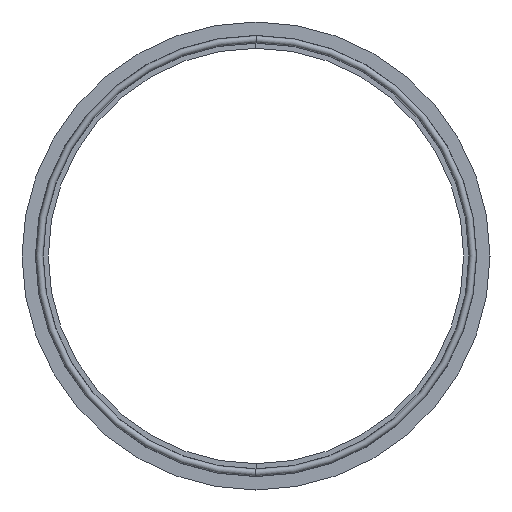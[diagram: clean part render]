
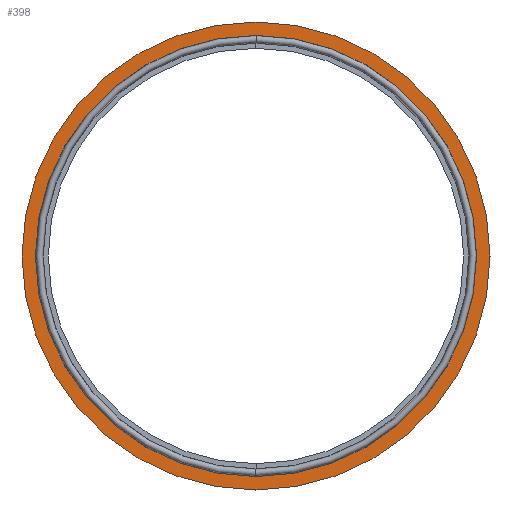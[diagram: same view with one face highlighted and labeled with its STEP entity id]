
A CAD part, left-side view. The second image highlights one B-rep face of the part: STEP entity #398.
In plain terms, the highlighted planar face has unit normal (-1, 0, 0).
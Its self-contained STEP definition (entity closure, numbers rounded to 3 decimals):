
#14 = AXIS2_PLACEMENT_3D ( 'NONE', #148, #471, #88 ) ;
#37 = DIRECTION ( 'NONE',  ( 1., 0., 0. ) ) ;
#48 = CARTESIAN_POINT ( 'NONE',  ( -0.9, 0., 0. ) ) ;
#51 = ORIENTED_EDGE ( 'NONE', *, *, #269, .T. ) ;
#56 = CIRCLE ( 'NONE', #14, 84.5 ) ;
#57 = DIRECTION ( 'NONE',  ( 0., 0., -1. ) ) ;
#88 = DIRECTION ( 'NONE',  ( 0., 0., 1. ) ) ;
#148 = CARTESIAN_POINT ( 'NONE',  ( -0.9, 0., 0. ) ) ;
#191 = AXIS2_PLACEMENT_3D ( 'NONE', #595, #37, #274 ) ;
#255 = EDGE_CURVE ( 'NONE', #400, #259, #498, .T. ) ;
#259 = VERTEX_POINT ( 'NONE', #774 ) ;
#269 = EDGE_CURVE ( 'NONE', #556, #313, #56, .T. ) ;
#274 = DIRECTION ( 'NONE',  ( 0., 0., -1. ) ) ;
#276 = ORIENTED_EDGE ( 'NONE', *, *, #255, .T. ) ;
#280 = FACE_BOUND ( 'NONE', #796, .T. ) ;
#292 = CARTESIAN_POINT ( 'NONE',  ( -0.9, 0., 0. ) ) ;
#298 = CARTESIAN_POINT ( 'NONE',  ( -0.9, 0., -84.5 ) ) ;
#307 = EDGE_LOOP ( 'NONE', ( #759, #51 ) ) ;
#313 = VERTEX_POINT ( 'NONE', #675 ) ;
#341 = CARTESIAN_POINT ( 'NONE',  ( -0.9, 0., 79.65 ) ) ;
#360 = DIRECTION ( 'NONE',  ( 0., 0., -1. ) ) ;
#361 = CIRCLE ( 'NONE', #370, 79.65 ) ;
#365 = CIRCLE ( 'NONE', #604, 84.5 ) ;
#370 = AXIS2_PLACEMENT_3D ( 'NONE', #292, #806, #57 ) ;
#398 = ADVANCED_FACE ( 'NONE', ( #280, #420 ), #786, .F. ) ;
#400 = VERTEX_POINT ( 'NONE', #341 ) ;
#420 = FACE_OUTER_BOUND ( 'NONE', #307, .T. ) ;
#423 = DIRECTION ( 'NONE',  ( -1., 0., 0. ) ) ;
#441 = AXIS2_PLACEMENT_3D ( 'NONE', #602, #539, #360 ) ;
#452 = EDGE_CURVE ( 'NONE', #313, #556, #365, .T. ) ;
#471 = DIRECTION ( 'NONE',  ( -1., 0., 0. ) ) ;
#498 = CIRCLE ( 'NONE', #191, 79.65 ) ;
#539 = DIRECTION ( 'NONE',  ( 1., 0., 0. ) ) ;
#556 = VERTEX_POINT ( 'NONE', #298 ) ;
#583 = ORIENTED_EDGE ( 'NONE', *, *, #600, .T. ) ;
#595 = CARTESIAN_POINT ( 'NONE',  ( -0.9, 0., 0. ) ) ;
#600 = EDGE_CURVE ( 'NONE', #259, #400, #361, .T. ) ;
#602 = CARTESIAN_POINT ( 'NONE',  ( -0.9, 79.45, 0. ) ) ;
#604 = AXIS2_PLACEMENT_3D ( 'NONE', #48, #423, #617 ) ;
#617 = DIRECTION ( 'NONE',  ( 0., 0., 1. ) ) ;
#675 = CARTESIAN_POINT ( 'NONE',  ( -0.9, 0., 84.5 ) ) ;
#759 = ORIENTED_EDGE ( 'NONE', *, *, #452, .T. ) ;
#774 = CARTESIAN_POINT ( 'NONE',  ( -0.9, 0., -79.65 ) ) ;
#786 = PLANE ( 'NONE',  #441 ) ;
#796 = EDGE_LOOP ( 'NONE', ( #583, #276 ) ) ;
#806 = DIRECTION ( 'NONE',  ( 1., 0., 0. ) ) ;
